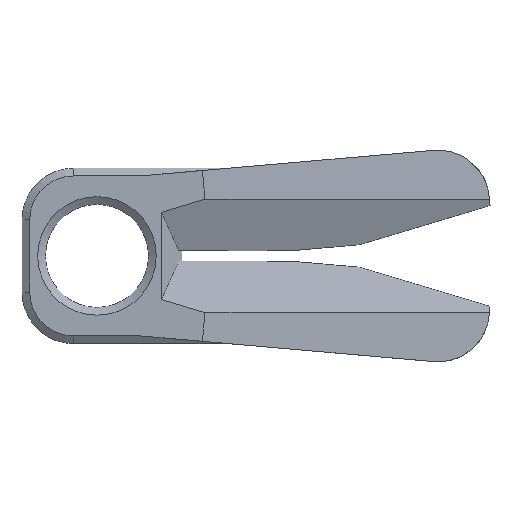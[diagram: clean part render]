
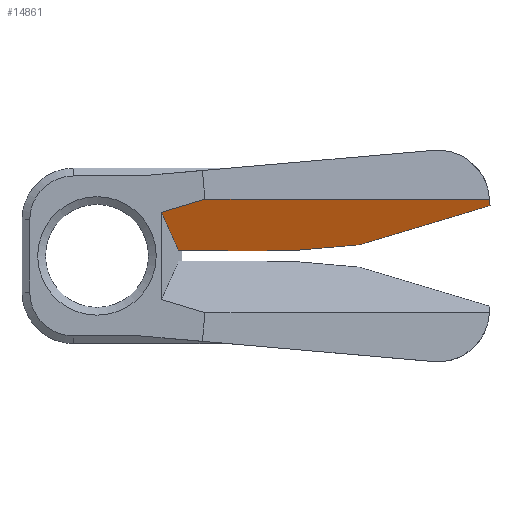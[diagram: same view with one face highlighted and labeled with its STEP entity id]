
A CAD part, top view. The second image highlights one B-rep face of the part: STEP entity #14861.
In plain terms, the highlighted planar face has unit normal (0.109, -0.363, 0.925).
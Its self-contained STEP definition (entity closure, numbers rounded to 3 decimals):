
#2033=FACE_OUTER_BOUND('',#2890,.T.);
#2890=EDGE_LOOP('',(#13625,#13626,#13627,#13628,#13629,#13630,#13631));
#4233=LINE('',#28301,#5632);
#4245=LINE('',#28337,#5644);
#4249=LINE('',#28345,#5648);
#4278=LINE('',#28416,#5677);
#4289=LINE('',#28445,#5688);
#4290=LINE('',#28448,#5689);
#4291=LINE('',#28449,#5690);
#5632=VECTOR('',#17386,10.);
#5644=VECTOR('',#17426,10.);
#5648=VECTOR('',#17432,10.);
#5677=VECTOR('',#17507,10.);
#5688=VECTOR('',#17542,10.);
#5689=VECTOR('',#17545,10.);
#5690=VECTOR('',#17546,10.);
#7103=VERTEX_POINT('',#28298);
#7104=VERTEX_POINT('',#28300);
#7113=VERTEX_POINT('',#28334);
#7114=VERTEX_POINT('',#28336);
#7117=VERTEX_POINT('',#28344);
#7136=VERTEX_POINT('',#28415);
#7143=VERTEX_POINT('',#28447);
#9245=EDGE_CURVE('',#7104,#7103,#4233,.T.);
#9258=EDGE_CURVE('',#7114,#7113,#4245,.T.);
#9262=EDGE_CURVE('',#7117,#7114,#4249,.T.);
#9298=EDGE_CURVE('',#7136,#7117,#4278,.T.);
#9313=EDGE_CURVE('',#7103,#7136,#4289,.T.);
#9314=EDGE_CURVE('',#7113,#7143,#4290,.T.);
#9315=EDGE_CURVE('',#7143,#7104,#4291,.T.);
#13625=ORIENTED_EDGE('',*,*,#9313,.T.);
#13626=ORIENTED_EDGE('',*,*,#9298,.T.);
#13627=ORIENTED_EDGE('',*,*,#9262,.T.);
#13628=ORIENTED_EDGE('',*,*,#9258,.T.);
#13629=ORIENTED_EDGE('',*,*,#9314,.T.);
#13630=ORIENTED_EDGE('',*,*,#9315,.T.);
#13631=ORIENTED_EDGE('',*,*,#9245,.T.);
#14068=PLANE('',#15303);
#14861=ADVANCED_FACE('',(#2033),#14068,.T.);
#15303=AXIS2_PLACEMENT_3D('',#28446,#17543,#17544);
#17386=DIRECTION('',(0.958,0.287,0.));
#17426=DIRECTION('',(0.377,-0.846,-0.377));
#17432=DIRECTION('',(-0.958,-0.287,0.));
#17507=DIRECTION('',(-0.993,0.,0.117));
#17542=DIRECTION('',(-0.081,0.925,0.372));
#17543=DIRECTION('center_axis',(0.109,-0.363,0.925));
#17544=DIRECTION('ref_axis',(0.993,0.,-0.117));
#17545=DIRECTION('',(0.993,0.,-0.117));
#17546=DIRECTION('',(0.993,0.087,-0.083));
#28298=CARTESIAN_POINT('',(50.214,9.758,0.));
#28300=CARTESIAN_POINT('',(24.964,2.184,0.));
#28301=CARTESIAN_POINT('',(7.836,-2.954,0.));
#28334=CARTESIAN_POINT('',(-10.259,1.,3.682));
#28336=CARTESIAN_POINT('',(-13.577,8.458,7.));
#28337=CARTESIAN_POINT('',(-9.77,-0.1,3.193));
#28344=CARTESIAN_POINT('',(-5.105,10.999,7.));
#28345=CARTESIAN_POINT('',(2.928,13.409,7.));
#28415=CARTESIAN_POINT('',(50.105,10.999,0.5));
#28416=CARTESIAN_POINT('',(7.295,10.999,5.54));
#28445=CARTESIAN_POINT('',(50.36,8.093,-0.671));
#28446=CARTESIAN_POINT('Origin',(7.067,6.,3.605));
#28447=CARTESIAN_POINT('',(11.43,1.,1.129));
#28448=CARTESIAN_POINT('',(6.839,1.,1.669));
#28449=CARTESIAN_POINT('',(9.44,0.826,1.295));
